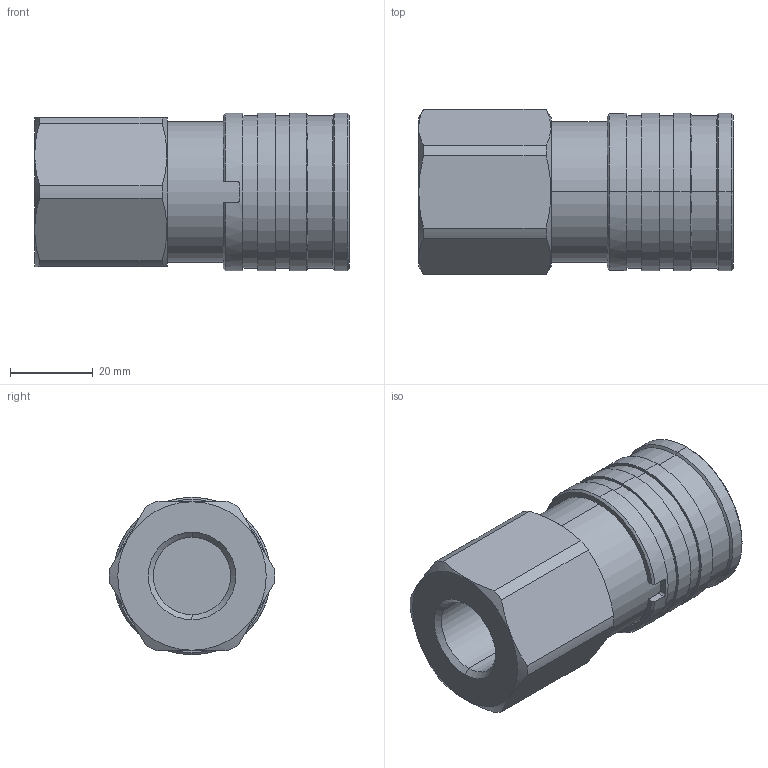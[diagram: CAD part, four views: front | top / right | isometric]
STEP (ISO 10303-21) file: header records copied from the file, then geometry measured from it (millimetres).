
FILE_DESCRIPTION (( 'STEP AP214' ), '1' );
FILE_NAME ('IF5010 RV.STEP', '2012-09-26T06:12:54', ( 'admin' ), ( 'Microsoft' ), 'SwSTEP 2.0', 'SolidWorks 2009', '' );
FILE_SCHEMA (( 'AUTOMOTIVE_DESIGN' ));
Length unit declared in the file: millimetre
Products named in the file (1): IF5010 RV
Bounding box: 76 x 39.99 x 38 mm (x, y, z)
Volume: 76537.2 mm3; surface area: 14428.3 mm2
Topology: 1 solids, 1 shells, 99 faces, 227 edges, 145 vertices
Faces by surface type: cylinder 41, plane 30, cone 21, torus 5, bspline 2
Entity records: 3112 total; most frequent: CARTESIAN_POINT 826, DIRECTION 493, ORIENTED_EDGE 454, EDGE_CURVE 227, AXIS2_PLACEMENT_3D 206, VERTEX_POINT 145, EDGE_LOOP 114, CIRCLE 108
